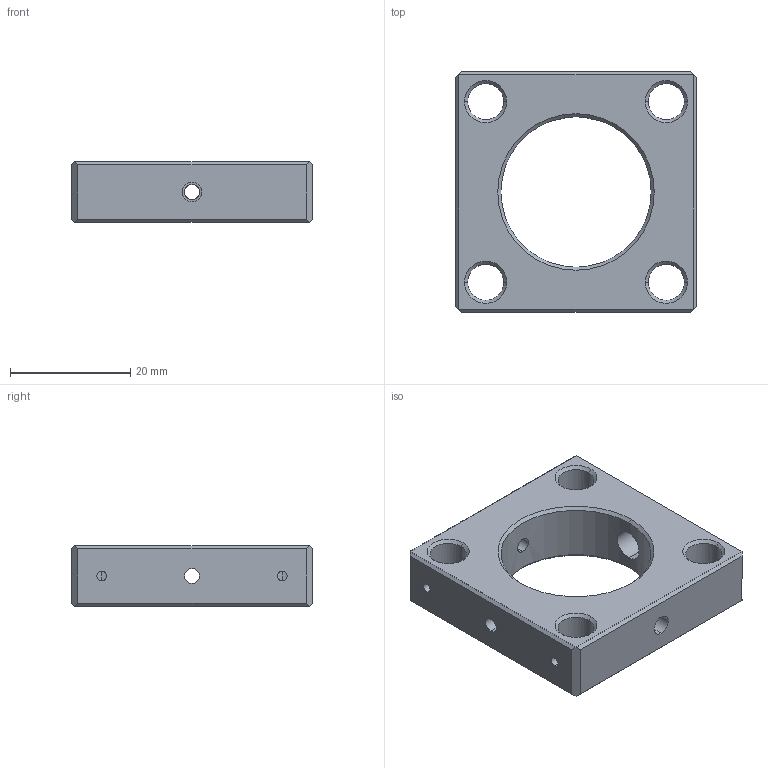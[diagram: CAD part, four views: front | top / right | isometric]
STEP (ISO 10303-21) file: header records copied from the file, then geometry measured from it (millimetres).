
FILE_DESCRIPTION (( 'STEP AP203' ), '1' );
FILE_NAME ('GCT-030125 俋倛芞.STEP', '2017-07-25T08:27:46', ( 'Lxtx999.CoM' ), ( 'Lxtx999.CoM' ), 'SwSTEP 2.0', 'SolidWorks 2012', '' );
FILE_SCHEMA (( 'CONFIG_CONTROL_DESIGN' ));
Length unit declared in the file: millimetre
Products named in the file (1): GCT-030125 俋倛芞
Bounding box: 40 x 40 x 10 mm (x, y, z)
Volume: 9559.2 mm3; surface area: 5191.4 mm2
Topology: 1 solids, 1 shells, 64 faces, 164 edges, 96 vertices
Faces by surface type: cylinder 26, cone 20, plane 18
Entity records: 2313 total; most frequent: CARTESIAN_POINT 637, DIRECTION 334, ORIENTED_EDGE 328, EDGE_CURVE 164, AXIS2_PLACEMENT_3D 121, VERTEX_POINT 96, LINE 92, VECTOR 92
